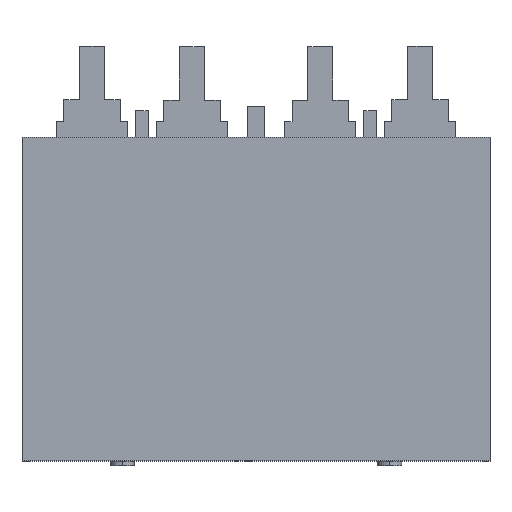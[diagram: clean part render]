
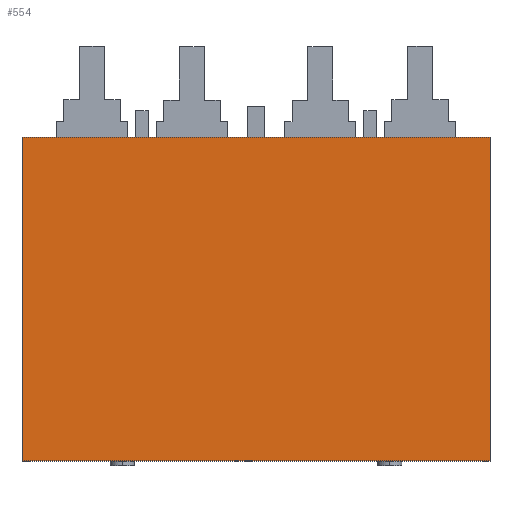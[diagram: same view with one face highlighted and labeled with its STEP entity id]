
A CAD part, top view. The second image highlights one B-rep face of the part: STEP entity #554.
In plain terms, the highlighted planar face has unit normal (0, 0, 1).
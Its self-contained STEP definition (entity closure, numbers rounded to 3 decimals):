
#54 = ORIENTED_EDGE ( 'NONE', *, *, #4820, .T. ) ;
#131 = EDGE_CURVE ( 'NONE', #1181, #719, #1719, .T. ) ;
#448 = EDGE_CURVE ( 'NONE', #1181, #1079, #2877, .T. ) ;
#554 = ADVANCED_FACE ( 'NONE', ( #3398 ), #3415, .F. ) ;
#587 = ORIENTED_EDGE ( 'NONE', *, *, #131, .T. ) ;
#719 = VERTEX_POINT ( 'NONE', #4417 ) ;
#866 = EDGE_CURVE ( 'NONE', #1079, #5752, #5446, .T. ) ;
#993 = ORIENTED_EDGE ( 'NONE', *, *, #866, .F. ) ;
#1079 = VERTEX_POINT ( 'NONE', #5052 ) ;
#1181 = VERTEX_POINT ( 'NONE', #2731 ) ;
#1192 = EDGE_LOOP ( 'NONE', ( #54, #993, #1470, #587 ) ) ;
#1470 = ORIENTED_EDGE ( 'NONE', *, *, #448, .F. ) ;
#1719 = LINE ( 'NONE', #1720, #1721 ) ;
#1720 = CARTESIAN_POINT ( 'NONE',  ( -26.25, 36.8, 17.75 ) ) ;
#1721 = VECTOR ( 'NONE', #1722, 1000. ) ;
#1722 = DIRECTION ( 'NONE',  ( 0., -1., 0. ) ) ;
#2731 = CARTESIAN_POINT ( 'NONE',  ( -26.25, 36.8, 17.75 ) ) ;
#2877 = LINE ( 'NONE', #2878, #2879 ) ;
#2878 = CARTESIAN_POINT ( 'NONE',  ( -26.25, 36.8, 17.75 ) ) ;
#2879 = VECTOR ( 'NONE', #2880, 1000. ) ;
#2880 = DIRECTION ( 'NONE',  ( 1., 0., 0. ) ) ;
#3008 = LINE ( 'NONE', #3009, #3010 ) ;
#3009 = CARTESIAN_POINT ( 'NONE',  ( -26.25, 0.5, 17.75 ) ) ;
#3010 = VECTOR ( 'NONE', #3011, 1000. ) ;
#3011 = DIRECTION ( 'NONE',  ( 1., 0., 0. ) ) ;
#3398 = FACE_OUTER_BOUND ( 'NONE', #1192, .T. ) ;
#3415 = PLANE ( 'NONE',  #3416 ) ;
#3416 = AXIS2_PLACEMENT_3D ( 'NONE', #3417, #3418, #3419 ) ;
#3417 = CARTESIAN_POINT ( 'NONE',  ( -26.25, 36.8, 17.75 ) ) ;
#3418 = DIRECTION ( 'NONE',  ( 0., 0., -1. ) ) ;
#3419 = DIRECTION ( 'NONE',  ( -1., 0., 0. ) ) ;
#4417 = CARTESIAN_POINT ( 'NONE',  ( -26.25, 0.5, 17.75 ) ) ;
#4820 = EDGE_CURVE ( 'NONE', #719, #5752, #3008, .T. ) ;
#5034 = CARTESIAN_POINT ( 'NONE',  ( 26.25, 0.5, 17.75 ) ) ;
#5052 = CARTESIAN_POINT ( 'NONE',  ( 26.25, 36.8, 17.75 ) ) ;
#5446 = LINE ( 'NONE', #5447, #5448 ) ;
#5447 = CARTESIAN_POINT ( 'NONE',  ( 26.25, 36.8, 17.75 ) ) ;
#5448 = VECTOR ( 'NONE', #5449, 1000. ) ;
#5449 = DIRECTION ( 'NONE',  ( 0., -1., 0. ) ) ;
#5752 = VERTEX_POINT ( 'NONE', #5034 ) ;
